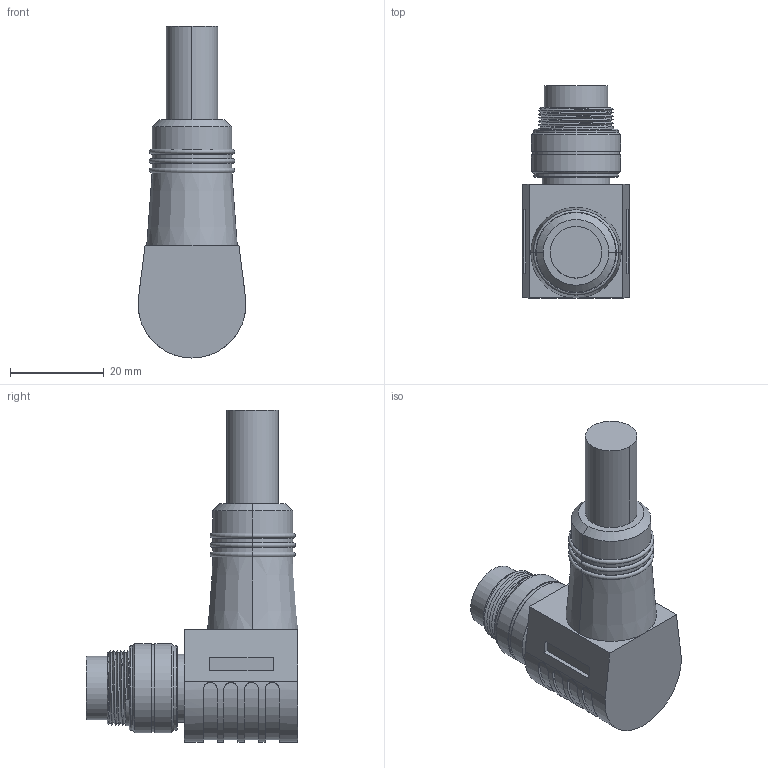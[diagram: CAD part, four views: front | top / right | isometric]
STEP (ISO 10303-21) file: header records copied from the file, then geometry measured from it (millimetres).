
FILE_DESCRIPTION (( 'STEP AP203' ), '1' );
FILE_NAME ('DWLZ14-¡ÁP00 .STEP', '2024-08-27T01:28:16', ( '' ), ( '' ), 'SwSTEP 2.0', 'SolidWorks 2017', '' );
FILE_SCHEMA (( 'CONFIG_CONTROL_DESIGN' ));
Length unit declared in the file: millimetre
Products named in the file (1): DWLZ14-℅P00 
Bounding box: 23 x 45.2 x 70.8 mm (x, y, z)
Volume: 23773.4 mm3; surface area: 7331.1 mm2
Topology: 1 solids, 1 shells, 121 faces, 301 edges, 188 vertices
Faces by surface type: cylinder 47, plane 42, sphere 15, cone 9, torus 6, bspline 2
Full cylindrical faces by diameter (mm): 1 x14, 12.4 x1, 13.6 x1, 14 x1, 14.5 x1, 16 x1, 18 x2, 18.6 x1, 19 x2
Entity records: 4346 total; most frequent: CARTESIAN_POINT 1825, DIRECTION 536, ORIENTED_EDGE 420, AXIS2_PLACEMENT_3D 232, EDGE_CURVE 210, EDGE_LOOP 184, VERTEX_POINT 154, FACE_OUTER_BOUND 145
